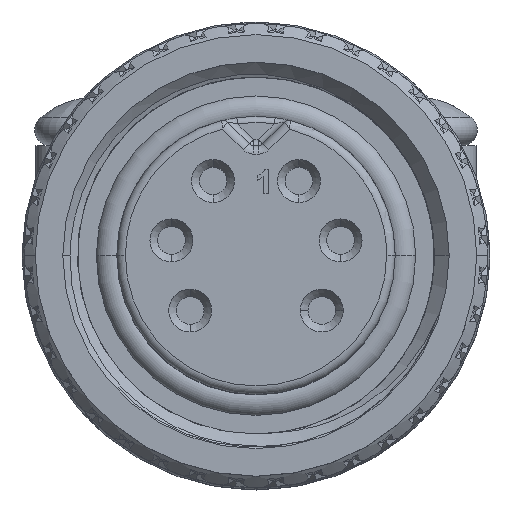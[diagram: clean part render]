
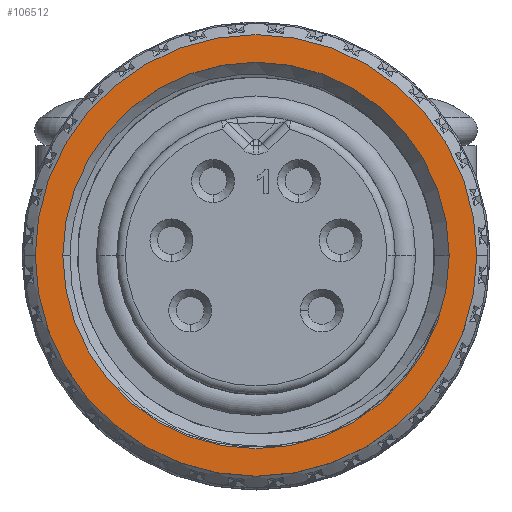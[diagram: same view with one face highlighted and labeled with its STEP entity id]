
A CAD part, top view. The second image highlights one B-rep face of the part: STEP entity #106512.
In plain terms, the highlighted planar face has unit normal (0, 0, 1).
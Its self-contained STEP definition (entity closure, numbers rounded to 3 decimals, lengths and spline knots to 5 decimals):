
#482 = CARTESIAN_POINT ( 'NONE',  ( 0., -0.36, -0.1 ) ) ;
#817 = VERTEX_POINT ( 'NONE', #482 ) ;
#2039 = DIRECTION ( 'NONE',  ( 0., 0., 1. ) ) ;
#2061 = DIRECTION ( 'NONE',  ( 0., 0., -1. ) ) ;
#2554 = CARTESIAN_POINT ( 'NONE',  ( 0., -0.315, -0.1 ) ) ;
#5241 = CARTESIAN_POINT ( 'NONE',  ( 0., 0., -0.1 ) ) ;
#12746 = EDGE_LOOP ( 'NONE', ( #19282, #111589 ) ) ;
#14189 = DIRECTION ( 'NONE',  ( 0., -1., 0. ) ) ;
#14330 = DIRECTION ( 'NONE',  ( 0., 0., -1. ) ) ;
#16491 = CARTESIAN_POINT ( 'NONE',  ( 0., 0., -0.1 ) ) ;
#19282 = ORIENTED_EDGE ( 'NONE', *, *, #76877, .F. ) ;
#21380 = CARTESIAN_POINT ( 'NONE',  ( 0., 0.36, -0.1 ) ) ;
#22577 = AXIS2_PLACEMENT_3D ( 'NONE', #67388, #14330, #76319 ) ;
#24526 = VERTEX_POINT ( 'NONE', #2554 ) ;
#25435 = DIRECTION ( 'NONE',  ( 0., -1., 0. ) ) ;
#30332 = ORIENTED_EDGE ( 'NONE', *, *, #111505, .T. ) ;
#36136 = AXIS2_PLACEMENT_3D ( 'NONE', #55082, #2061, #64051 ) ;
#36495 = EDGE_CURVE ( 'NONE', #24526, #94188, #76269, .T. ) ;
#36499 = CARTESIAN_POINT ( 'NONE',  ( 0., 0.315, -0.1 ) ) ;
#37335 = PLANE ( 'NONE',  #57633 ) ;
#46255 = EDGE_LOOP ( 'NONE', ( #106372, #30332 ) ) ;
#49107 = FACE_OUTER_BOUND ( 'NONE', #12746, .T. ) ;
#55082 = CARTESIAN_POINT ( 'NONE',  ( 0., 0., -0.1 ) ) ;
#57633 = AXIS2_PLACEMENT_3D ( 'NONE', #97805, #2039, #64029 ) ;
#64029 = DIRECTION ( 'NONE',  ( 0., -1., 0. ) ) ;
#64051 = DIRECTION ( 'NONE',  ( 0., -1., 0. ) ) ;
#67249 = DIRECTION ( 'NONE',  ( 0., 0., -1. ) ) ;
#67388 = CARTESIAN_POINT ( 'NONE',  ( 0., 0., -0.1 ) ) ;
#69716 = VERTEX_POINT ( 'NONE', #21380 ) ;
#69782 = CIRCLE ( 'NONE', #36136, 0.36 ) ;
#73445 = EDGE_CURVE ( 'NONE', #69716, #817, #69782, .T. ) ;
#74832 = CIRCLE ( 'NONE', #82481, 0.36 ) ;
#76269 = CIRCLE ( 'NONE', #91135, 0.315 ) ;
#76319 = DIRECTION ( 'NONE',  ( 0., -1., 0. ) ) ;
#76877 = EDGE_CURVE ( 'NONE', #817, #69716, #74832, .T. ) ;
#78498 = DIRECTION ( 'NONE',  ( 0., 0., -1. ) ) ;
#82481 = AXIS2_PLACEMENT_3D ( 'NONE', #16491, #78498, #25435 ) ;
#85421 = CIRCLE ( 'NONE', #22577, 0.315 ) ;
#91135 = AXIS2_PLACEMENT_3D ( 'NONE', #5241, #67249, #14189 ) ;
#94188 = VERTEX_POINT ( 'NONE', #36499 ) ;
#97805 = CARTESIAN_POINT ( 'NONE',  ( 0., -0.315, -0.1 ) ) ;
#106372 = ORIENTED_EDGE ( 'NONE', *, *, #36495, .T. ) ;
#106512 = ADVANCED_FACE ( 'NONE', ( #49107, #114234 ), #37335, .T. ) ;
#111505 = EDGE_CURVE ( 'NONE', #94188, #24526, #85421, .T. ) ;
#111589 = ORIENTED_EDGE ( 'NONE', *, *, #73445, .F. ) ;
#114234 = FACE_BOUND ( 'NONE', #46255, .T. ) ;
